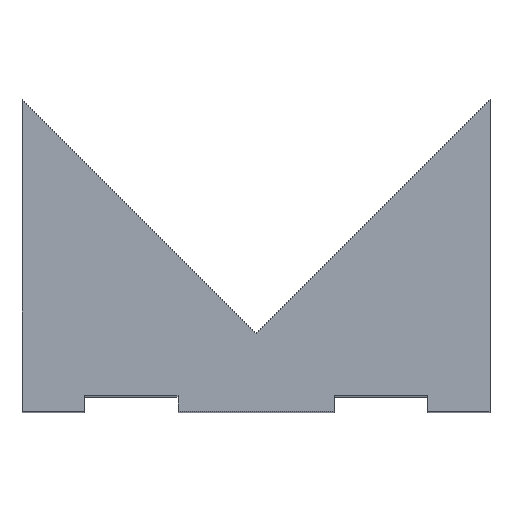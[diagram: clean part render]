
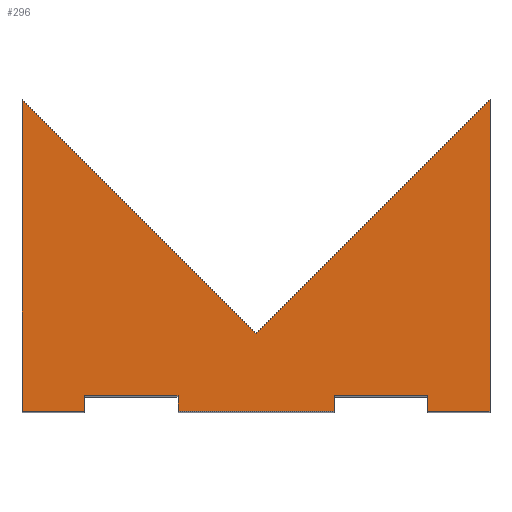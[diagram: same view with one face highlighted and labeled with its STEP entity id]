
A CAD part, top view. The second image highlights one B-rep face of the part: STEP entity #296.
In plain terms, the highlighted planar face has unit normal (0, 0, 1).
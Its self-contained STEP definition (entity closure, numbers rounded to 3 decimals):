
#30=FACE_OUTER_BOUND('',#45,.T.);
#45=EDGE_LOOP('',(#254,#255,#256,#257,#258,#259,#260,#261,#262,#263,#264,
#265,#266));
#46=LINE('',#410,#85);
#50=LINE('',#418,#89);
#53=LINE('',#424,#92);
#56=LINE('',#430,#95);
#59=LINE('',#436,#98);
#62=LINE('',#442,#101);
#65=LINE('',#448,#104);
#68=LINE('',#454,#107);
#71=LINE('',#460,#110);
#74=LINE('',#466,#113);
#77=LINE('',#472,#116);
#80=LINE('',#478,#119);
#83=LINE('',#483,#122);
#85=VECTOR('',#339,10.);
#89=VECTOR('',#345,10.);
#92=VECTOR('',#350,10.);
#95=VECTOR('',#355,10.);
#98=VECTOR('',#360,10.);
#101=VECTOR('',#365,10.);
#104=VECTOR('',#370,10.);
#107=VECTOR('',#375,10.);
#110=VECTOR('',#380,10.);
#113=VECTOR('',#385,10.);
#116=VECTOR('',#390,10.);
#119=VECTOR('',#395,10.);
#122=VECTOR('',#400,10.);
#124=VERTEX_POINT('',#408);
#125=VERTEX_POINT('',#409);
#128=VERTEX_POINT('',#417);
#130=VERTEX_POINT('',#423);
#132=VERTEX_POINT('',#429);
#134=VERTEX_POINT('',#435);
#136=VERTEX_POINT('',#441);
#138=VERTEX_POINT('',#447);
#140=VERTEX_POINT('',#453);
#142=VERTEX_POINT('',#459);
#144=VERTEX_POINT('',#465);
#146=VERTEX_POINT('',#471);
#148=VERTEX_POINT('',#477);
#150=EDGE_CURVE('',#124,#125,#46,.T.);
#154=EDGE_CURVE('',#125,#128,#50,.T.);
#157=EDGE_CURVE('',#128,#130,#53,.T.);
#160=EDGE_CURVE('',#130,#132,#56,.T.);
#163=EDGE_CURVE('',#132,#134,#59,.T.);
#166=EDGE_CURVE('',#134,#136,#62,.T.);
#169=EDGE_CURVE('',#136,#138,#65,.T.);
#172=EDGE_CURVE('',#138,#140,#68,.T.);
#175=EDGE_CURVE('',#140,#142,#71,.T.);
#178=EDGE_CURVE('',#142,#144,#74,.T.);
#181=EDGE_CURVE('',#144,#146,#77,.T.);
#184=EDGE_CURVE('',#146,#148,#80,.T.);
#187=EDGE_CURVE('',#148,#124,#83,.T.);
#254=ORIENTED_EDGE('',*,*,#150,.F.);
#255=ORIENTED_EDGE('',*,*,#187,.F.);
#256=ORIENTED_EDGE('',*,*,#184,.F.);
#257=ORIENTED_EDGE('',*,*,#181,.F.);
#258=ORIENTED_EDGE('',*,*,#178,.F.);
#259=ORIENTED_EDGE('',*,*,#175,.F.);
#260=ORIENTED_EDGE('',*,*,#172,.F.);
#261=ORIENTED_EDGE('',*,*,#169,.F.);
#262=ORIENTED_EDGE('',*,*,#166,.F.);
#263=ORIENTED_EDGE('',*,*,#163,.F.);
#264=ORIENTED_EDGE('',*,*,#160,.F.);
#265=ORIENTED_EDGE('',*,*,#157,.F.);
#266=ORIENTED_EDGE('',*,*,#154,.F.);
#281=PLANE('',#334);
#296=ADVANCED_FACE('',(#30),#281,.T.);
#334=AXIS2_PLACEMENT_3D('',#486,#404,#405);
#339=DIRECTION('',(0.,1.,0.));
#345=DIRECTION('',(-1.,0.,0.));
#350=DIRECTION('',(0.,-1.,0.));
#355=DIRECTION('',(-1.,0.,0.));
#360=DIRECTION('',(0.,1.,0.));
#365=DIRECTION('',(-1.,0.,0.));
#370=DIRECTION('',(0.,-1.,0.));
#375=DIRECTION('',(-1.,0.,0.));
#380=DIRECTION('',(0.,1.,0.));
#385=DIRECTION('',(0.707,-0.707,0.));
#390=DIRECTION('',(0.707,0.707,0.));
#395=DIRECTION('',(0.,-1.,0.));
#400=DIRECTION('',(-1.,0.,0.));
#404=DIRECTION('center_axis',(0.,0.,1.));
#405=DIRECTION('ref_axis',(1.,0.,0.));
#408=CARTESIAN_POINT('',(11.,-1.,50.));
#409=CARTESIAN_POINT('',(11.,0.,50.));
#410=CARTESIAN_POINT('',(11.,0.,50.));
#417=CARTESIAN_POINT('',(5.,0.,50.));
#418=CARTESIAN_POINT('',(5.,0.,50.));
#423=CARTESIAN_POINT('',(5.,-1.,50.));
#424=CARTESIAN_POINT('',(5.,-1.,50.));
#429=CARTESIAN_POINT('',(-5.,-1.,50.));
#430=CARTESIAN_POINT('',(-5.,-1.,50.));
#435=CARTESIAN_POINT('',(-5.,0.,50.));
#436=CARTESIAN_POINT('',(-5.,0.,50.));
#441=CARTESIAN_POINT('',(-11.,0.,50.));
#442=CARTESIAN_POINT('',(-11.,0.,50.));
#447=CARTESIAN_POINT('',(-11.,-1.,50.));
#448=CARTESIAN_POINT('',(-11.,-1.,50.));
#453=CARTESIAN_POINT('',(-15.,-1.,50.));
#454=CARTESIAN_POINT('',(-15.,-1.,50.));
#459=CARTESIAN_POINT('',(-15.,19.,50.));
#460=CARTESIAN_POINT('',(-15.,19.,50.));
#465=CARTESIAN_POINT('',(0.,4.,50.));
#466=CARTESIAN_POINT('',(0.,4.,50.));
#471=CARTESIAN_POINT('',(15.,19.,50.));
#472=CARTESIAN_POINT('',(15.,19.,50.));
#477=CARTESIAN_POINT('',(15.,-1.,50.));
#478=CARTESIAN_POINT('',(15.,-1.,50.));
#483=CARTESIAN_POINT('',(11.,-1.,50.));
#486=CARTESIAN_POINT('Origin',(0.,7.111,50.));
